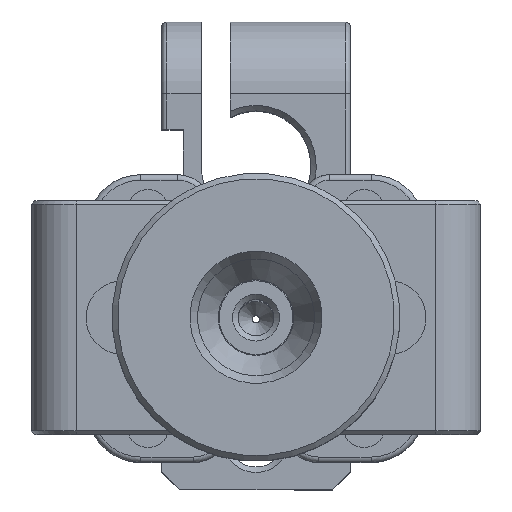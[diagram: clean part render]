
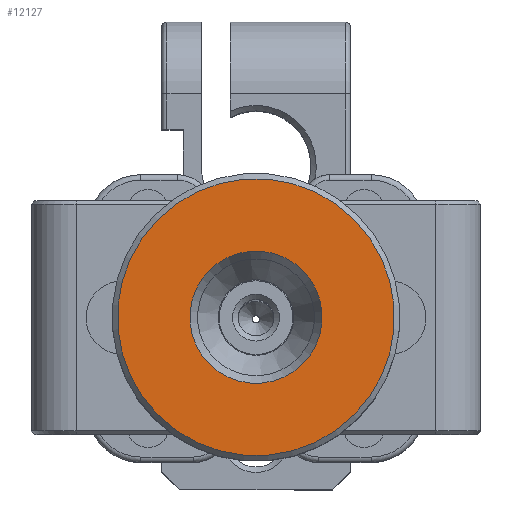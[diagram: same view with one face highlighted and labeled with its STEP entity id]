
A CAD part, top view. The second image highlights one B-rep face of the part: STEP entity #12127.
In plain terms, the highlighted planar face has unit normal (0, 0, 1).
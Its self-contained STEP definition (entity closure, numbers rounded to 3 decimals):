
#2685=PLANE('',#17142);
#3218=ORIENTED_EDGE('',*,*,#6650,.T.);
#3219=ORIENTED_EDGE('',*,*,#6651,.T.);
#6650=EDGE_CURVE('',#8379,#8379,#9538,.T.);
#6651=EDGE_CURVE('',#8380,#8380,#9539,.T.);
#8379=VERTEX_POINT('',#21647);
#8380=VERTEX_POINT('',#21649);
#9538=CIRCLE('',#17143,7.7);
#9539=CIRCLE('',#17144,3.677);
#9973=EDGE_LOOP('',(#3218));
#9974=EDGE_LOOP('',(#3219));
#10979=FACE_BOUND('',#9973,.T.);
#10980=FACE_BOUND('',#9974,.T.);
#12127=ADVANCED_FACE('',(#10979,#10980),#2685,.T.);
#17142=AXIS2_PLACEMENT_3D('',#21645,#18339,#18340);
#17143=AXIS2_PLACEMENT_3D('',#21646,#18341,#18342);
#17144=AXIS2_PLACEMENT_3D('',#21648,#18343,#18344);
#18339=DIRECTION('',(0.,0.,1.));
#18340=DIRECTION('',(1.,0.,0.));
#18341=DIRECTION('',(0.,0.,1.));
#18342=DIRECTION('',(1.,0.,0.));
#18343=DIRECTION('',(0.,0.,-1.));
#18344=DIRECTION('',(-1.,0.,0.));
#21645=CARTESIAN_POINT('',(0.,-42.,42.7));
#21646=CARTESIAN_POINT('',(0.,-50.,42.7));
#21647=CARTESIAN_POINT('',(7.7,-50.,42.7));
#21648=CARTESIAN_POINT('',(0.,-50.,42.7));
#21649=CARTESIAN_POINT('',(-3.677,-50.,42.7));
